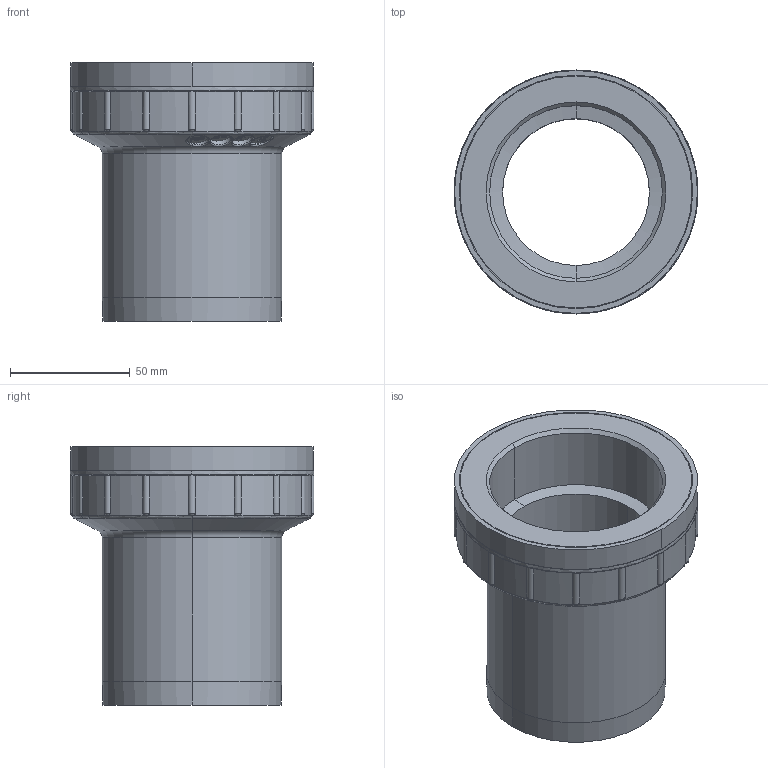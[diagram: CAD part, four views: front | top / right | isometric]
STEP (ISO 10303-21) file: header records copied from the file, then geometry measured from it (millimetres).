
FILE_DESCRIPTION((''),'2;1');
FILE_NAME('F2180750212_ASM','2017-04-18T',('Stefano'),(''),'PRO/ENGINEER BY PARAMETRIC TECHNOLOGY CORPORATION, 2012130','PRO/ENGINEER BY PARAMETRIC TECHNOLOGY CORPORATION, 2012130','');
FILE_SCHEMA(('CONFIG_CONTROL_DESIGN'));
Length unit declared in the file: millimetre
Products named in the file (3): C050200017_AF0; C030200002; F2180750212_ASM
Assembly tree (2 placements, depth 2):
  F2180750212_ASM
    C050200017_AF0
    C030200002
Bounding box: 102 x 102 x 108 mm (x, y, z)
Volume: 239815 mm3; surface area: 66111.3 mm2
Topology: 2 solids, 2 shells, 1117 faces, 3098 edges, 2040 vertices
Faces by surface type: plane 998, cylinder 61, torus 38, bspline 12, cone 8
Entity records: 38785 total; most frequent: CARTESIAN_POINT 10184, ORIENTED_EDGE 6196, DIRECTION 5417, EDGE_CURVE 3098, VECTOR 2779, LINE 2779, VERTEX_POINT 2040, AXIS2_PLACEMENT_3D 1319
